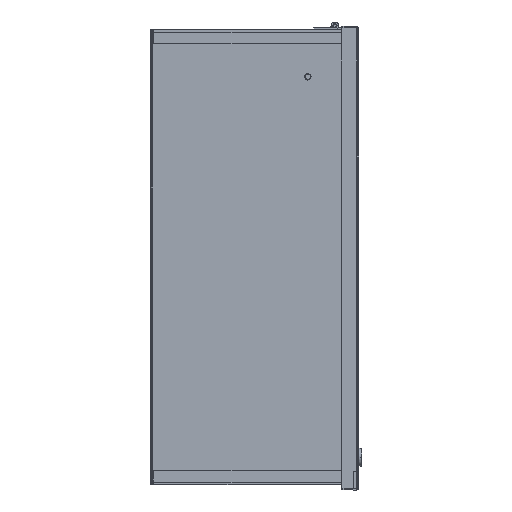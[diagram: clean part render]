
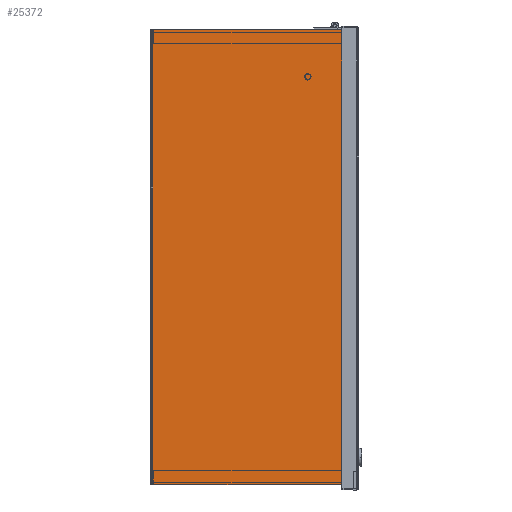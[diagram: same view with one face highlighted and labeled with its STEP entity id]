
A CAD part, front view. The second image highlights one B-rep face of the part: STEP entity #25372.
In plain terms, the highlighted face is planar.
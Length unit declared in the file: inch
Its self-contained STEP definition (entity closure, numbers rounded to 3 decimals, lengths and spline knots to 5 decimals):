
#2044 = EDGE_CURVE ( 'NONE', #34911, #6054, #34365, .T. ) ;
#2638 = FACE_OUTER_BOUND ( 'NONE', #9244, .T. ) ;
#2854 = VECTOR ( 'NONE', #9304, 39.37008 ) ;
#3212 = CARTESIAN_POINT ( 'NONE',  ( 10., -0.072, -15. ) ) ;
#3659 = VECTOR ( 'NONE', #25044, 39.37008 ) ;
#3826 = ORIENTED_EDGE ( 'NONE', *, *, #2044, .F. ) ;
#3872 = DIRECTION ( 'NONE',  ( -1., 0., 0. ) ) ;
#5792 = PLANE ( 'NONE',  #16148 ) ;
#6054 = VERTEX_POINT ( 'NONE', #16553 ) ;
#7328 = LINE ( 'NONE', #29388, #31279 ) ;
#9244 = EDGE_LOOP ( 'NONE', ( #28071, #3826, #15303, #37122 ) ) ;
#9304 = DIRECTION ( 'NONE',  ( 0., -1., 0. ) ) ;
#10589 = LINE ( 'NONE', #3212, #2854 ) ;
#11950 = CARTESIAN_POINT ( 'NONE',  ( 10., -0.108, -15. ) ) ;
#13747 = EDGE_CURVE ( 'NONE', #15988, #6054, #25571, .T. ) ;
#13791 = CARTESIAN_POINT ( 'NONE',  ( 10., -8.892, -15. ) ) ;
#15303 = ORIENTED_EDGE ( 'NONE', *, *, #34622, .T. ) ;
#15988 = VERTEX_POINT ( 'NONE', #19517 ) ;
#16148 = AXIS2_PLACEMENT_3D ( 'NONE', #31686, #20224, #20466 ) ;
#16553 = CARTESIAN_POINT ( 'NONE',  ( -10., -0.108, -15. ) ) ;
#16583 = VERTEX_POINT ( 'NONE', #13791 ) ;
#19517 = CARTESIAN_POINT ( 'NONE',  ( -10., -8.892, -15. ) ) ;
#19638 = DIRECTION ( 'NONE',  ( 0., 1., 0. ) ) ;
#20224 = DIRECTION ( 'NONE',  ( 0., 0., -1. ) ) ;
#20466 = DIRECTION ( 'NONE',  ( 0., 1., 0. ) ) ;
#22295 = CARTESIAN_POINT ( 'NONE',  ( -10., -0.072, -15. ) ) ;
#25044 = DIRECTION ( 'NONE',  ( -1., 0., 0. ) ) ;
#25180 = CARTESIAN_POINT ( 'NONE',  ( 10., -0.108, -15. ) ) ;
#25372 = ADVANCED_FACE ( 'NONE', ( #2638 ), #5792, .T. ) ;
#25571 = LINE ( 'NONE', #22295, #31847 ) ;
#28071 = ORIENTED_EDGE ( 'NONE', *, *, #13747, .T. ) ;
#29388 = CARTESIAN_POINT ( 'NONE',  ( -10., -8.892, -15. ) ) ;
#30772 = EDGE_CURVE ( 'NONE', #16583, #15988, #7328, .T. ) ;
#31279 = VECTOR ( 'NONE', #3872, 39.37008 ) ;
#31686 = CARTESIAN_POINT ( 'NONE',  ( -10., -0.0625, -15. ) ) ;
#31847 = VECTOR ( 'NONE', #19638, 39.37008 ) ;
#34365 = LINE ( 'NONE', #25180, #3659 ) ;
#34622 = EDGE_CURVE ( 'NONE', #34911, #16583, #10589, .T. ) ;
#34911 = VERTEX_POINT ( 'NONE', #11950 ) ;
#37122 = ORIENTED_EDGE ( 'NONE', *, *, #30772, .T. ) ;
